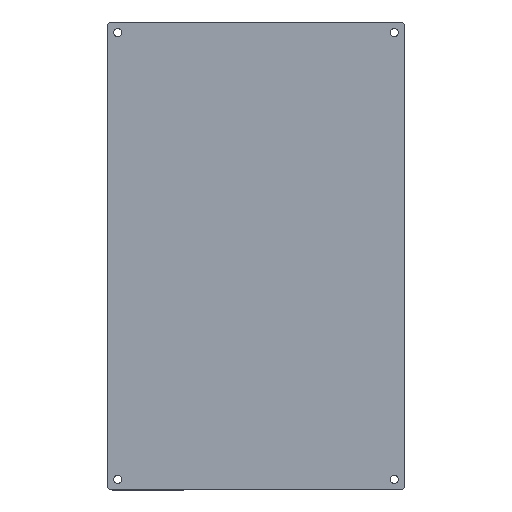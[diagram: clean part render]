
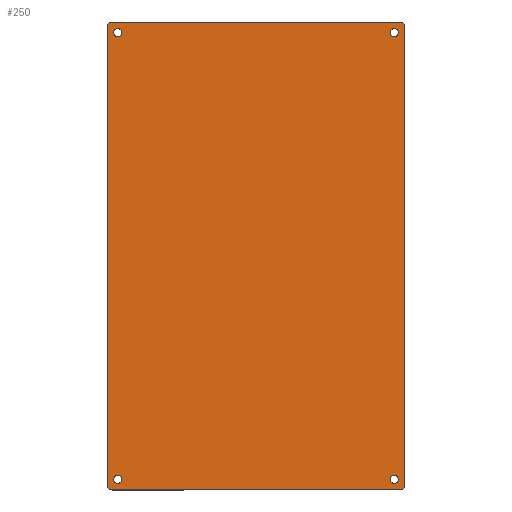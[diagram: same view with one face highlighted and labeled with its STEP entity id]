
A CAD part, top view. The second image highlights one B-rep face of the part: STEP entity #250.
In plain terms, the highlighted planar face has unit normal (0, 0, 1).
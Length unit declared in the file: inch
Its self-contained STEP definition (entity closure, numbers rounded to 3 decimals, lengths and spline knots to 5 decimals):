
#9 = VERTEX_POINT ( 'NONE', #155 ) ;
#11 = VERTEX_POINT ( 'NONE', #153 ) ;
#13 = EDGE_CURVE ( 'NONE', #11, #51, #209, .T. ) ;
#17 = ORIENTED_EDGE ( 'NONE', *, *, #32, .T. ) ;
#18 = ORIENTED_EDGE ( 'NONE', *, *, #26, .T. ) ;
#20 = EDGE_CURVE ( 'NONE', #54, #58, #146, .T. ) ;
#22 = EDGE_CURVE ( 'NONE', #40, #9, #148, .T. ) ;
#23 = ORIENTED_EDGE ( 'NONE', *, *, #24, .T. ) ;
#24 = EDGE_CURVE ( 'NONE', #9, #94, #241, .T. ) ;
#26 = EDGE_CURVE ( 'NONE', #28, #56, #201, .T. ) ;
#27 = EDGE_LOOP ( 'NONE', ( #248, #234 ) ) ;
#28 = VERTEX_POINT ( 'NONE', #194 ) ;
#31 = EDGE_CURVE ( 'NONE', #94, #36, #187, .T. ) ;
#32 = EDGE_CURVE ( 'NONE', #36, #28, #188, .T. ) ;
#36 = VERTEX_POINT ( 'NONE', #279 ) ;
#37 = ORIENTED_EDGE ( 'NONE', *, *, #31, .T. ) ;
#39 = EDGE_LOOP ( 'NONE', ( #93, #251 ) ) ;
#40 = VERTEX_POINT ( 'NONE', #483 ) ;
#49 = EDGE_CURVE ( 'NONE', #57, #52, #501, .T. ) ;
#51 = VERTEX_POINT ( 'NONE', #385 ) ;
#52 = VERTEX_POINT ( 'NONE', #382 ) ;
#54 = VERTEX_POINT ( 'NONE', #383 ) ;
#56 = VERTEX_POINT ( 'NONE', #418 ) ;
#57 = VERTEX_POINT ( 'NONE', #336 ) ;
#58 = VERTEX_POINT ( 'NONE', #424 ) ;
#62 = ORIENTED_EDGE ( 'NONE', *, *, #298, .T. ) ;
#63 = VERTEX_POINT ( 'NONE', #482 ) ;
#76 = VERTEX_POINT ( 'NONE', #378 ) ;
#78 = ORIENTED_EDGE ( 'NONE', *, *, #79, .F. ) ;
#79 = EDGE_CURVE ( 'NONE', #51, #11, #390, .T. ) ;
#89 = EDGE_CURVE ( 'NONE', #56, #63, #450, .T. ) ;
#93 = ORIENTED_EDGE ( 'NONE', *, *, #106, .F. ) ;
#94 = VERTEX_POINT ( 'NONE', #443 ) ;
#95 = EDGE_LOOP ( 'NONE', ( #118, #232 ) ) ;
#96 = EDGE_CURVE ( 'NONE', #131, #184, #444, .T. ) ;
#106 = EDGE_CURVE ( 'NONE', #58, #54, #346, .T. ) ;
#116 = EDGE_CURVE ( 'NONE', #63, #76, #462, .T. ) ;
#117 = ORIENTED_EDGE ( 'NONE', *, *, #116, .T. ) ;
#118 = ORIENTED_EDGE ( 'NONE', *, *, #130, .F. ) ;
#130 = EDGE_CURVE ( 'NONE', #184, #131, #332, .T. ) ;
#131 = VERTEX_POINT ( 'NONE', #463 ) ;
#139 = ORIENTED_EDGE ( 'NONE', *, *, #13, .F. ) ;
#146 = CIRCLE ( 'NONE', #239, 0.1875 ) ;
#147 = AXIS2_PLACEMENT_3D ( 'NONE', #154, #245, #244 ) ;
#148 = CIRCLE ( 'NONE', #243, 0.25 ) ;
#153 = CARTESIAN_POINT ( 'NONE',  ( -6.585, -10.335, 0.08 ) ) ;
#154 = CARTESIAN_POINT ( 'NONE',  ( -6.3975, -10.335, 0.08 ) ) ;
#155 = CARTESIAN_POINT ( 'NONE',  ( 6.89, -10.575, 0.08 ) ) ;
#159 = DIRECTION ( 'NONE',  ( -1., 0., 0. ) ) ;
#160 = DIRECTION ( 'NONE',  ( 0., 0., 1. ) ) ;
#161 = DIRECTION ( 'NONE',  ( 0., 0., 1. ) ) ;
#177 = EDGE_CURVE ( 'NONE', #52, #57, #529, .T. ) ;
#181 = ORIENTED_EDGE ( 'NONE', *, *, #22, .T. ) ;
#184 = VERTEX_POINT ( 'NONE', #535 ) ;
#187 = CIRCLE ( 'NONE', #287, 0.25 ) ;
#188 = LINE ( 'NONE', #282, #281 ) ;
#190 = DIRECTION ( 'NONE',  ( -1., 0., 0. ) ) ;
#191 = DIRECTION ( 'NONE',  ( 0., 0., -1. ) ) ;
#192 = CARTESIAN_POINT ( 'NONE',  ( 6.64, -10.575, 0.08 ) ) ;
#194 = CARTESIAN_POINT ( 'NONE',  ( -6.64, 10.825, 0.08 ) ) ;
#195 = AXIS2_PLACEMENT_3D ( 'NONE', #246, #161, #190 ) ;
#199 = AXIS2_PLACEMENT_3D ( 'NONE', #192, #191, #283 ) ;
#201 = CIRCLE ( 'NONE', #195, 0.25 ) ;
#202 = DIRECTION ( 'NONE',  ( 0., 1., 0. ) ) ;
#203 = VECTOR ( 'NONE', #202, 39.37008 ) ;
#204 = CARTESIAN_POINT ( 'NONE',  ( 6.89, 10.575, 0.08 ) ) ;
#205 = EDGE_LOOP ( 'NONE', ( #181, #23, #37, #17, #18, #264, #117, #62 ) ) ;
#209 = CIRCLE ( 'NONE', #147, 0.1875 ) ;
#232 = ORIENTED_EDGE ( 'NONE', *, *, #96, .F. ) ;
#234 = ORIENTED_EDGE ( 'NONE', *, *, #177, .F. ) ;
#235 = CARTESIAN_POINT ( 'NONE',  ( 6.64, -10.575, 0.08 ) ) ;
#236 = DIRECTION ( 'NONE',  ( 1., 0., 0. ) ) ;
#237 = DIRECTION ( 'NONE',  ( 0., 0., 1. ) ) ;
#238 = CARTESIAN_POINT ( 'NONE',  ( 6.3975, -10.335, 0.08 ) ) ;
#239 = AXIS2_PLACEMENT_3D ( 'NONE', #238, #237, #236 ) ;
#241 = LINE ( 'NONE', #204, #203 ) ;
#243 = AXIS2_PLACEMENT_3D ( 'NONE', #235, #160, #159 ) ;
#244 = DIRECTION ( 'NONE',  ( 1., 0., 0. ) ) ;
#245 = DIRECTION ( 'NONE',  ( 0., 0., 1. ) ) ;
#246 = CARTESIAN_POINT ( 'NONE',  ( -6.64, 10.575, 0.08 ) ) ;
#248 = ORIENTED_EDGE ( 'NONE', *, *, #49, .F. ) ;
#250 = ADVANCED_FACE ( 'NONE', ( #398, #400, #472, #469, #468 ), #271, .F. ) ;
#251 = ORIENTED_EDGE ( 'NONE', *, *, #20, .F. ) ;
#264 = ORIENTED_EDGE ( 'NONE', *, *, #89, .T. ) ;
#270 = EDGE_LOOP ( 'NONE', ( #139, #78 ) ) ;
#271 = PLANE ( 'NONE',  #199 ) ;
#279 = CARTESIAN_POINT ( 'NONE',  ( 6.64, 10.825, 0.08 ) ) ;
#280 = DIRECTION ( 'NONE',  ( -1., 0., 0. ) ) ;
#281 = VECTOR ( 'NONE', #280, 39.37008 ) ;
#282 = CARTESIAN_POINT ( 'NONE',  ( -6.64, 10.825, 0.08 ) ) ;
#283 = DIRECTION ( 'NONE',  ( -1., 0., 0. ) ) ;
#284 = DIRECTION ( 'NONE',  ( 1., 0., 0. ) ) ;
#285 = DIRECTION ( 'NONE',  ( 0., 0., 1. ) ) ;
#286 = CARTESIAN_POINT ( 'NONE',  ( 6.64, 10.575, 0.08 ) ) ;
#287 = AXIS2_PLACEMENT_3D ( 'NONE', #286, #285, #284 ) ;
#298 = EDGE_CURVE ( 'NONE', #76, #40, #620, .T. ) ;
#321 = DIRECTION ( 'NONE',  ( 1., 0., 0. ) ) ;
#322 = DIRECTION ( 'NONE',  ( 0., 0., 1. ) ) ;
#323 = CARTESIAN_POINT ( 'NONE',  ( 6.3975, 10.335, 0.08 ) ) ;
#324 = AXIS2_PLACEMENT_3D ( 'NONE', #323, #322, #321 ) ;
#332 = CIRCLE ( 'NONE', #324, 0.1875 ) ;
#336 = CARTESIAN_POINT ( 'NONE',  ( -6.585, 10.335, 0.08 ) ) ;
#344 = DIRECTION ( 'NONE',  ( 1., 0., 0. ) ) ;
#345 = AXIS2_PLACEMENT_3D ( 'NONE', #352, #377, #344 ) ;
#346 = CIRCLE ( 'NONE', #349, 0.1875 ) ;
#349 = AXIS2_PLACEMENT_3D ( 'NONE', #466, #465, #464 ) ;
#352 = CARTESIAN_POINT ( 'NONE',  ( 6.3975, 10.335, 0.08 ) ) ;
#377 = DIRECTION ( 'NONE',  ( 0., 0., 1. ) ) ;
#378 = CARTESIAN_POINT ( 'NONE',  ( -6.64, -10.825, 0.08 ) ) ;
#382 = CARTESIAN_POINT ( 'NONE',  ( -6.21, 10.335, 0.08 ) ) ;
#383 = CARTESIAN_POINT ( 'NONE',  ( 6.585, -10.335, 0.08 ) ) ;
#385 = CARTESIAN_POINT ( 'NONE',  ( -6.21, -10.335, 0.08 ) ) ;
#386 = DIRECTION ( 'NONE',  ( 1., 0., 0. ) ) ;
#387 = DIRECTION ( 'NONE',  ( 0., 0., 1. ) ) ;
#388 = DIRECTION ( 'NONE',  ( 0., -1., 0. ) ) ;
#389 = CARTESIAN_POINT ( 'NONE',  ( -6.89, 10.575, 0.08 ) ) ;
#390 = CIRCLE ( 'NONE', #454, 0.1875 ) ;
#398 = FACE_BOUND ( 'NONE', #39, .T. ) ;
#400 = FACE_BOUND ( 'NONE', #27, .T. ) ;
#415 = CARTESIAN_POINT ( 'NONE',  ( -6.3975, 10.335, 0.08 ) ) ;
#418 = CARTESIAN_POINT ( 'NONE',  ( -6.89, 10.575, 0.08 ) ) ;
#424 = CARTESIAN_POINT ( 'NONE',  ( 6.21, -10.335, 0.08 ) ) ;
#429 = AXIS2_PLACEMENT_3D ( 'NONE', #415, #387, #386 ) ;
#443 = CARTESIAN_POINT ( 'NONE',  ( 6.89, 10.575, 0.08 ) ) ;
#444 = CIRCLE ( 'NONE', #345, 0.1875 ) ;
#445 = VECTOR ( 'NONE', #388, 39.37008 ) ;
#450 = LINE ( 'NONE', #389, #445 ) ;
#451 = DIRECTION ( 'NONE',  ( 1., 0., 0. ) ) ;
#452 = DIRECTION ( 'NONE',  ( 0., 0., 1. ) ) ;
#453 = CARTESIAN_POINT ( 'NONE',  ( -6.3975, -10.335, 0.08 ) ) ;
#454 = AXIS2_PLACEMENT_3D ( 'NONE', #453, #452, #451 ) ;
#456 = DIRECTION ( 'NONE',  ( -1., 0., 0. ) ) ;
#457 = DIRECTION ( 'NONE',  ( 0., 0., 1. ) ) ;
#458 = AXIS2_PLACEMENT_3D ( 'NONE', #460, #457, #456 ) ;
#460 = CARTESIAN_POINT ( 'NONE',  ( -6.64, -10.575, 0.08 ) ) ;
#462 = CIRCLE ( 'NONE', #458, 0.25 ) ;
#463 = CARTESIAN_POINT ( 'NONE',  ( 6.585, 10.335, 0.08 ) ) ;
#464 = DIRECTION ( 'NONE',  ( 1., 0., 0. ) ) ;
#465 = DIRECTION ( 'NONE',  ( 0., 0., 1. ) ) ;
#466 = CARTESIAN_POINT ( 'NONE',  ( 6.3975, -10.335, 0.08 ) ) ;
#468 = FACE_BOUND ( 'NONE', #95, .T. ) ;
#469 = FACE_BOUND ( 'NONE', #270, .T. ) ;
#472 = FACE_OUTER_BOUND ( 'NONE', #205, .T. ) ;
#482 = CARTESIAN_POINT ( 'NONE',  ( -6.89, -10.575, 0.08 ) ) ;
#483 = CARTESIAN_POINT ( 'NONE',  ( 6.64, -10.825, 0.08 ) ) ;
#501 = CIRCLE ( 'NONE', #429, 0.1875 ) ;
#525 = DIRECTION ( 'NONE',  ( 1., 0., 0. ) ) ;
#526 = DIRECTION ( 'NONE',  ( 0., 0., 1. ) ) ;
#527 = CARTESIAN_POINT ( 'NONE',  ( -6.3975, 10.335, 0.08 ) ) ;
#528 = AXIS2_PLACEMENT_3D ( 'NONE', #527, #526, #525 ) ;
#529 = CIRCLE ( 'NONE', #528, 0.1875 ) ;
#535 = CARTESIAN_POINT ( 'NONE',  ( 6.21, 10.335, 0.08 ) ) ;
#617 = DIRECTION ( 'NONE',  ( 1., 0., 0. ) ) ;
#618 = VECTOR ( 'NONE', #617, 39.37008 ) ;
#619 = CARTESIAN_POINT ( 'NONE',  ( -6.64, -10.825, 0.08 ) ) ;
#620 = LINE ( 'NONE', #619, #618 ) ;
